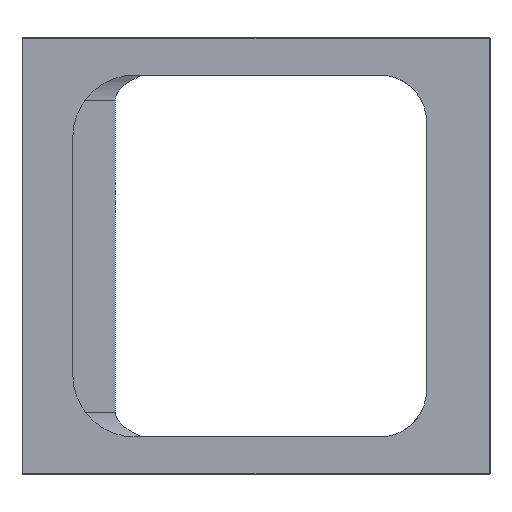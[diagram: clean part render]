
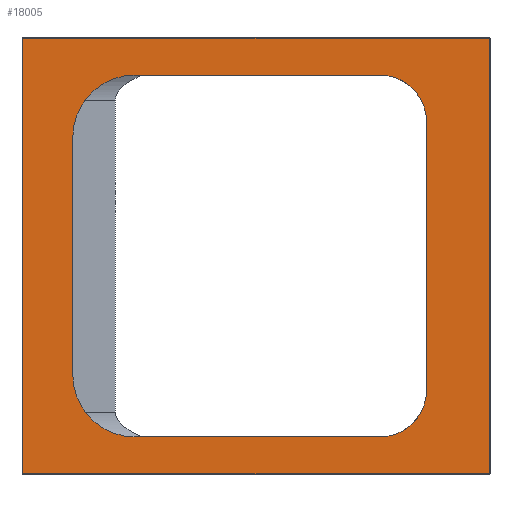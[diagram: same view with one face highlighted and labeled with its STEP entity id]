
A CAD part, front view. The second image highlights one B-rep face of the part: STEP entity #18005.
In plain terms, the highlighted planar face has unit normal (0, -1, 0).
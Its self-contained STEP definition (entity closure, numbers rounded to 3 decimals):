
#156 = CIRCLE ( 'NONE', #1024, 20. ) ;
#266 = CARTESIAN_POINT ( 'NONE',  ( -0.25, 0., 139.75 ) ) ;
#517 = VERTEX_POINT ( 'NONE', #12673 ) ;
#908 = DIRECTION ( 'NONE',  ( 0., 0., -1. ) ) ;
#1024 = AXIS2_PLACEMENT_3D ( 'NONE', #14418, #8640, #8239 ) ;
#1171 = VECTOR ( 'NONE', #11497, 1000. ) ;
#1613 = ORIENTED_EDGE ( 'NONE', *, *, #9908, .T. ) ;
#1695 = VECTOR ( 'NONE', #8577, 1000. ) ;
#1910 = ORIENTED_EDGE ( 'NONE', *, *, #12551, .T. ) ;
#2068 = EDGE_CURVE ( 'NONE', #12632, #19052, #18884, .T. ) ;
#2191 = VECTOR ( 'NONE', #24058, 1000. ) ;
#2572 = VECTOR ( 'NONE', #908, 1000. ) ;
#2743 = AXIS2_PLACEMENT_3D ( 'NONE', #2821, #21160, #20907 ) ;
#2750 = EDGE_CURVE ( 'NONE', #23462, #15192, #23648, .T. ) ;
#2821 = CARTESIAN_POINT ( 'NONE',  ( -113.744, 0., 108. ) ) ;
#3143 = ORIENTED_EDGE ( 'NONE', *, *, #3833, .T. ) ;
#3168 = CIRCLE ( 'NONE', #2743, 20. ) ;
#3305 = FACE_BOUND ( 'NONE', #11682, .T. ) ;
#3545 = LINE ( 'NONE', #11470, #14213 ) ;
#3796 = EDGE_CURVE ( 'NONE', #11511, #6005, #5065, .T. ) ;
#3833 = EDGE_CURVE ( 'NONE', #5562, #12773, #8818, .T. ) ;
#5065 = LINE ( 'NONE', #15248, #2572 ) ;
#5238 = VECTOR ( 'NONE', #17956, 1000. ) ;
#5312 = DIRECTION ( 'NONE',  ( -1., 0., 0. ) ) ;
#5562 = VERTEX_POINT ( 'NONE', #14922 ) ;
#5988 = VECTOR ( 'NONE', #21398, 1000. ) ;
#6005 = VERTEX_POINT ( 'NONE', #7488 ) ;
#6089 = ORIENTED_EDGE ( 'NONE', *, *, #11185, .T. ) ;
#6697 = EDGE_CURVE ( 'NONE', #15192, #20701, #156, .T. ) ;
#6942 = CARTESIAN_POINT ( 'NONE',  ( -35.326, 0., 27. ) ) ;
#7130 = ORIENTED_EDGE ( 'NONE', *, *, #7175, .T. ) ;
#7175 = EDGE_CURVE ( 'NONE', #25378, #517, #3168, .T. ) ;
#7188 = PLANE ( 'NONE',  #22918 ) ;
#7463 = CARTESIAN_POINT ( 'NONE',  ( -149.75, 0., 0.25 ) ) ;
#7488 = CARTESIAN_POINT ( 'NONE',  ( -20.326, 0., 27. ) ) ;
#8166 = CARTESIAN_POINT ( 'NONE',  ( -133.744, 0., 108. ) ) ;
#8239 = DIRECTION ( 'NONE',  ( 0., 0., -1. ) ) ;
#8577 = DIRECTION ( 'NONE',  ( 0., 0., 1. ) ) ;
#8640 = DIRECTION ( 'NONE',  ( 0., 1., 0. ) ) ;
#8680 = DIRECTION ( 'NONE',  ( 0., 1., 0. ) ) ;
#8818 = LINE ( 'NONE', #16997, #5988 ) ;
#8882 = AXIS2_PLACEMENT_3D ( 'NONE', #6942, #8680, #10825 ) ;
#8933 = DIRECTION ( 'NONE',  ( 0., 1., 0. ) ) ;
#9332 = DIRECTION ( 'NONE',  ( 0., 0., 1. ) ) ;
#9908 = EDGE_CURVE ( 'NONE', #12773, #12632, #18046, .T. ) ;
#10016 = ORIENTED_EDGE ( 'NONE', *, *, #2750, .T. ) ;
#10313 = EDGE_CURVE ( 'NONE', #19052, #5562, #3545, .T. ) ;
#10825 = DIRECTION ( 'NONE',  ( 0., 0., 1. ) ) ;
#11185 = EDGE_CURVE ( 'NONE', #20701, #25378, #21956, .T. ) ;
#11470 = CARTESIAN_POINT ( 'NONE',  ( 0., 0., 139.75 ) ) ;
#11472 = CARTESIAN_POINT ( 'NONE',  ( 0., 0., 140. ) ) ;
#11497 = DIRECTION ( 'NONE',  ( 1., 0., 0. ) ) ;
#11511 = VERTEX_POINT ( 'NONE', #21773 ) ;
#11682 = EDGE_LOOP ( 'NONE', ( #15543, #16645, #1910, #10016, #23487, #6089, #7130, #12183 ) ) ;
#12183 = ORIENTED_EDGE ( 'NONE', *, *, #12820, .T. ) ;
#12551 = EDGE_CURVE ( 'NONE', #6005, #23462, #16580, .T. ) ;
#12632 = VERTEX_POINT ( 'NONE', #21128 ) ;
#12673 = CARTESIAN_POINT ( 'NONE',  ( -113.744, 0., 128. ) ) ;
#12773 = VERTEX_POINT ( 'NONE', #7463 ) ;
#12820 = EDGE_CURVE ( 'NONE', #517, #18535, #21661, .T. ) ;
#13614 = DIRECTION ( 'NONE',  ( -1., 0., 0. ) ) ;
#14213 = VECTOR ( 'NONE', #13614, 1000. ) ;
#14418 = CARTESIAN_POINT ( 'NONE',  ( -113.744, 0., 32. ) ) ;
#14922 = CARTESIAN_POINT ( 'NONE',  ( -149.75, 0., 139.75 ) ) ;
#15192 = VERTEX_POINT ( 'NONE', #22062 ) ;
#15248 = CARTESIAN_POINT ( 'NONE',  ( -20.326, 0., 113. ) ) ;
#15454 = ORIENTED_EDGE ( 'NONE', *, *, #10313, .T. ) ;
#15543 = ORIENTED_EDGE ( 'NONE', *, *, #17905, .T. ) ;
#15769 = CARTESIAN_POINT ( 'NONE',  ( -35.326, 0., 128. ) ) ;
#15848 = CARTESIAN_POINT ( 'NONE',  ( -133.744, 0., 108. ) ) ;
#16509 = EDGE_LOOP ( 'NONE', ( #3143, #1613, #23874, #15454 ) ) ;
#16580 = CIRCLE ( 'NONE', #8882, 15. ) ;
#16645 = ORIENTED_EDGE ( 'NONE', *, *, #3796, .T. ) ;
#16972 = DIRECTION ( 'NONE',  ( 0., 1., 0. ) ) ;
#16997 = CARTESIAN_POINT ( 'NONE',  ( -149.75, 0., 140. ) ) ;
#17373 = FACE_OUTER_BOUND ( 'NONE', #16509, .T. ) ;
#17905 = EDGE_CURVE ( 'NONE', #18535, #11511, #18659, .T. ) ;
#17956 = DIRECTION ( 'NONE',  ( 0., 0., 1. ) ) ;
#18005 = ADVANCED_FACE ( 'NONE', ( #17373, #3305 ), #7188, .F. ) ;
#18046 = LINE ( 'NONE', #19529, #2191 ) ;
#18535 = VERTEX_POINT ( 'NONE', #19715 ) ;
#18659 = CIRCLE ( 'NONE', #20353, 15. ) ;
#18828 = CARTESIAN_POINT ( 'NONE',  ( -133.744, 0., 32. ) ) ;
#18884 = LINE ( 'NONE', #20623, #1695 ) ;
#18965 = DIRECTION ( 'NONE',  ( 0., 0., 1. ) ) ;
#19052 = VERTEX_POINT ( 'NONE', #266 ) ;
#19529 = CARTESIAN_POINT ( 'NONE',  ( 0., 0., 0.25 ) ) ;
#19715 = CARTESIAN_POINT ( 'NONE',  ( -35.326, 0., 128. ) ) ;
#19763 = CARTESIAN_POINT ( 'NONE',  ( -35.326, 0., 12. ) ) ;
#20353 = AXIS2_PLACEMENT_3D ( 'NONE', #22848, #16972, #18965 ) ;
#20623 = CARTESIAN_POINT ( 'NONE',  ( -0.25, 0., 140. ) ) ;
#20701 = VERTEX_POINT ( 'NONE', #18828 ) ;
#20907 = DIRECTION ( 'NONE',  ( 0., 0., 1. ) ) ;
#21128 = CARTESIAN_POINT ( 'NONE',  ( -0.25, 0., 0.25 ) ) ;
#21160 = DIRECTION ( 'NONE',  ( 0., 1., 0. ) ) ;
#21398 = DIRECTION ( 'NONE',  ( 0., 0., -1. ) ) ;
#21661 = LINE ( 'NONE', #15769, #1171 ) ;
#21773 = CARTESIAN_POINT ( 'NONE',  ( -20.326, 0., 113. ) ) ;
#21956 = LINE ( 'NONE', #8166, #5238 ) ;
#22062 = CARTESIAN_POINT ( 'NONE',  ( -113.744, 0., 12. ) ) ;
#22848 = CARTESIAN_POINT ( 'NONE',  ( -35.326, 0., 113. ) ) ;
#22918 = AXIS2_PLACEMENT_3D ( 'NONE', #11472, #8933, #9332 ) ;
#23462 = VERTEX_POINT ( 'NONE', #25943 ) ;
#23487 = ORIENTED_EDGE ( 'NONE', *, *, #6697, .T. ) ;
#23648 = LINE ( 'NONE', #19763, #25013 ) ;
#23874 = ORIENTED_EDGE ( 'NONE', *, *, #2068, .T. ) ;
#24058 = DIRECTION ( 'NONE',  ( 1., 0., 0. ) ) ;
#25013 = VECTOR ( 'NONE', #5312, 1000. ) ;
#25378 = VERTEX_POINT ( 'NONE', #15848 ) ;
#25943 = CARTESIAN_POINT ( 'NONE',  ( -35.326, 0., 12. ) ) ;
